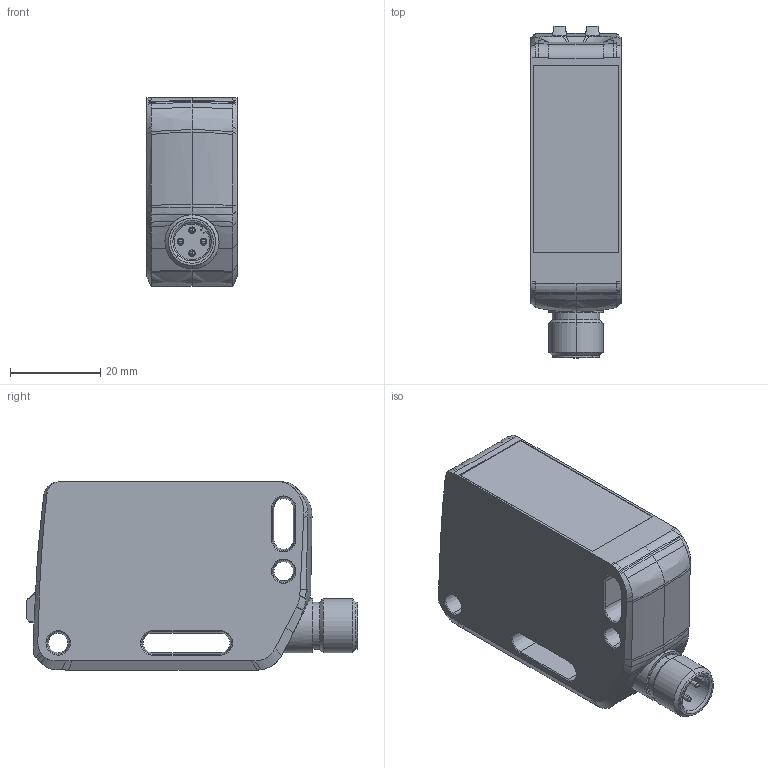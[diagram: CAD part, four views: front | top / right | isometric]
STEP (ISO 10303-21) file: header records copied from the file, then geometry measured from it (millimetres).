
FILE_DESCRIPTION((''),'2;1');
FILE_NAME('CAD-8576','2022-10-27T09:54:59',('creinig-se'),(''),'CREO PARAMETRIC BY PTC INC, 2019292','CREO PARAMETRIC BY PTC INC, 2019292','');
FILE_SCHEMA(('CONFIG_CONTROL_DESIGN','SHAPE_APPEARANCE_LAYERS_GROUPS'));
Length unit declared in the file: millimetre
Products named in the file (1): CAD-8576
Bounding box: 20 x 73.62 x 41.7 mm (x, y, z)
Volume: 45904.4 mm3; surface area: 11275.5 mm2
Topology: 1 solids, 1 shells, 282 faces, 726 edges, 462 vertices
Faces by surface type: bspline 108, plane 80, cone 46, cylinder 43, torus 3, revolution 2
Entity records: 14057 total; most frequent: CARTESIAN_POINT 4788, ORIENTED_EDGE 1440, DIRECTION 1143, PRESENTATION_STYLE_ASSIGNMENT 775, STYLED_ITEM 728, CURVE_STYLE 727, EDGE_CURVE 720, VERTEX_POINT 450
